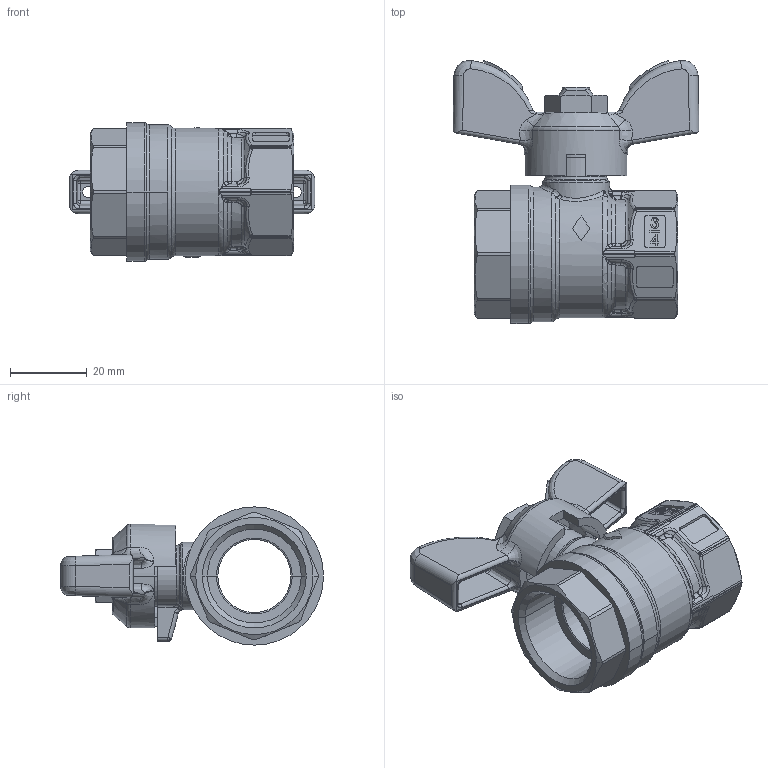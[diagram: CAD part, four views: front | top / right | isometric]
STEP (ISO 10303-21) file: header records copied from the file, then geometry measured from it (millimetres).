
FILE_DESCRIPTION(('Creo Elements/Direct Modeling STEP Export'),'2;1');
FILE_NAME('1520050000.stp','2021-05-18T15:27:55',(''),(''),'Creo Elements/Direct Modeling STEP processor for AP214 (Solid Model)','Creo Elements/Direct Modeling 20.1D 10-Oct-2020 (C) Parametric Technology GmbH','');
FILE_SCHEMA(('AUTOMOTIVE_DESIGN { 1 0 10303 214 1 1 1 1 }'));
Products named in the file (4): 1520050000-735030.PRT; 1520050000-738150.ASM; 1520050000_STP.ASM; 1520050000.stp
Assembly tree (3 placements, depth 4):
  1520050000.stp
    1520050000_STP.ASM
      1520050000-738150.ASM
        1520050000-735030.PRT
Bounding box: 64 x 68.45 x 36 mm (x, y, z)
Volume: 37355 mm3; surface area: 17808.9 mm2
Topology: 1 solids, 1 shells, 762 faces, 1978 edges, 1202 vertices
Faces by surface type: bspline 292, plane 224, cylinder 138, cone 52, torus 40, extrusion 16
Entity records: 60606 total; most frequent: CARTESIAN_POINT 42395, ORIENTED_EDGE 3888, DIRECTION 2315, EDGE_CURVE 1944, VERTEX_POINT 1202, B_SPLINE_CURVE_WITH_KNOTS 873, AXIS2_PLACEMENT_3D 815, EDGE_LOOP 786
